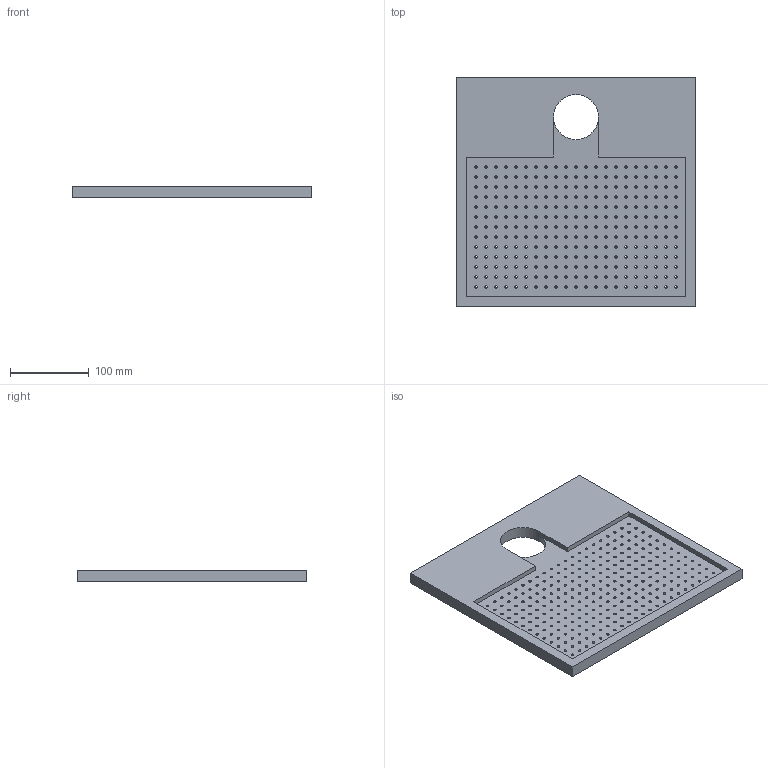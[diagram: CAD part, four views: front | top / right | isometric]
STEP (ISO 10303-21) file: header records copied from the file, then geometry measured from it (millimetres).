
FILE_DESCRIPTION (( 'STEP AP214' ), '1' );
FILE_NAME ('vacuumtable.STEP', '2014-10-07T23:51:45', ( '' ), ( '' ), 'SwSTEP 2.0', 'SolidWorks 2014', '' );
FILE_SCHEMA (( 'AUTOMOTIVE_DESIGN' ));
Length unit declared in the file: inch
Products named in the file (1): vacuumtable
Bounding box: 304.8 x 292.1 x 15.24 mm (x, y, z)
Volume: 972798.2 mm3; surface area: 219267.2 mm2
Topology: 1 solids, 1 shells, 562 faces, 1678 edges, 1118 vertices
Faces by surface type: cylinder 548, plane 14
Entity records: 20718 total; most frequent: DIRECTION 3900, CARTESIAN_POINT 3359, ORIENTED_EDGE 3356, EDGE_CURVE 1678, AXIS2_PLACEMENT_3D 1659, VERTEX_POINT 1118, EDGE_LOOP 1110, CIRCLE 1096
